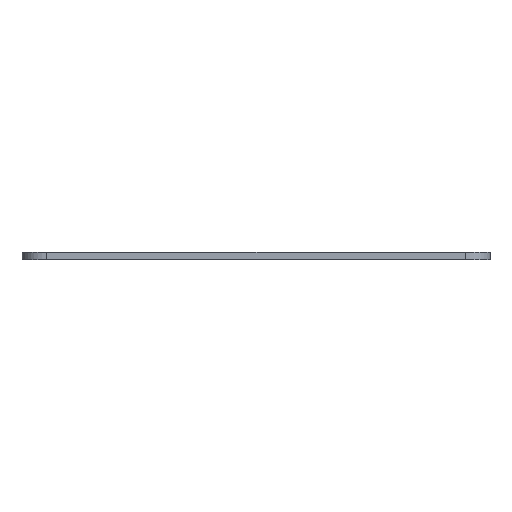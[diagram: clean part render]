
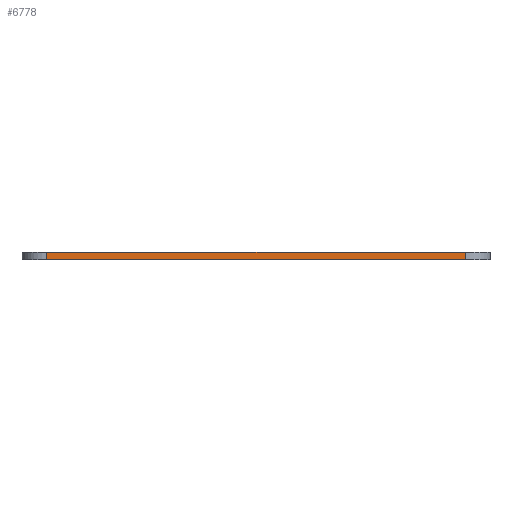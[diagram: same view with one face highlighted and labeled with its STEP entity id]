
A CAD part, left-side view. The second image highlights one B-rep face of the part: STEP entity #6778.
In plain terms, the highlighted planar face has unit normal (-1, 0, 0).
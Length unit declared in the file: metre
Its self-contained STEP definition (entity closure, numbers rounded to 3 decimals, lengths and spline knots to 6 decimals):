
#271=LINE('',#9262,#900);
#444=LINE('',#9952,#1073);
#445=LINE('',#9956,#1074);
#446=LINE('',#9958,#1075);
#900=VECTOR('',#7607,1.);
#1073=VECTOR('',#8056,1.);
#1074=VECTOR('',#8061,1.);
#1075=VECTOR('',#8062,1.);
#2147=ORIENTED_EDGE('',*,*,#3816,.T.);
#2148=ORIENTED_EDGE('',*,*,#4116,.F.);
#2149=ORIENTED_EDGE('',*,*,#4117,.F.);
#2150=ORIENTED_EDGE('',*,*,#4114,.T.);
#3816=EDGE_CURVE('',#4854,#4853,#271,.T.);
#4114=EDGE_CURVE('',#5095,#4854,#444,.T.);
#4116=EDGE_CURVE('',#5096,#4853,#445,.T.);
#4117=EDGE_CURVE('',#5095,#5096,#446,.T.);
#4853=VERTEX_POINT('',#9261);
#4854=VERTEX_POINT('',#9263);
#5095=VERTEX_POINT('',#9953);
#5096=VERTEX_POINT('',#9957);
#5779=EDGE_LOOP('',(#2147,#2148,#2149,#2150));
#6208=FACE_BOUND('',#5779,.T.);
#6576=PLANE('',#7268);
#6778=ADVANCED_FACE('',(#6208),#6576,.F.);
#7268=AXIS2_PLACEMENT_3D('',#9955,#8059,#8060);
#7607=DIRECTION('',(0.,-1.,0.));
#8056=DIRECTION('',(0.,0.,-1.));
#8059=DIRECTION('',(1.,0.,0.));
#8060=DIRECTION('',(0.,1.,0.));
#8061=DIRECTION('',(0.,0.,-1.));
#8062=DIRECTION('',(0.,-1.,0.));
#9261=CARTESIAN_POINT('',(-0.04155,-0.0426,0.013));
#9262=CARTESIAN_POINT('',(-0.04155,0.,0.013));
#9263=CARTESIAN_POINT('',(-0.04155,0.0426,0.013));
#9952=CARTESIAN_POINT('',(-0.04155,0.0426,0.0145));
#9953=CARTESIAN_POINT('',(-0.04155,0.0426,0.0145));
#9955=CARTESIAN_POINT('',(-0.04155,0.,0.0145));
#9956=CARTESIAN_POINT('',(-0.04155,-0.0426,0.0145));
#9957=CARTESIAN_POINT('',(-0.04155,-0.0426,0.0145));
#9958=CARTESIAN_POINT('',(-0.04155,0.,0.0145));
